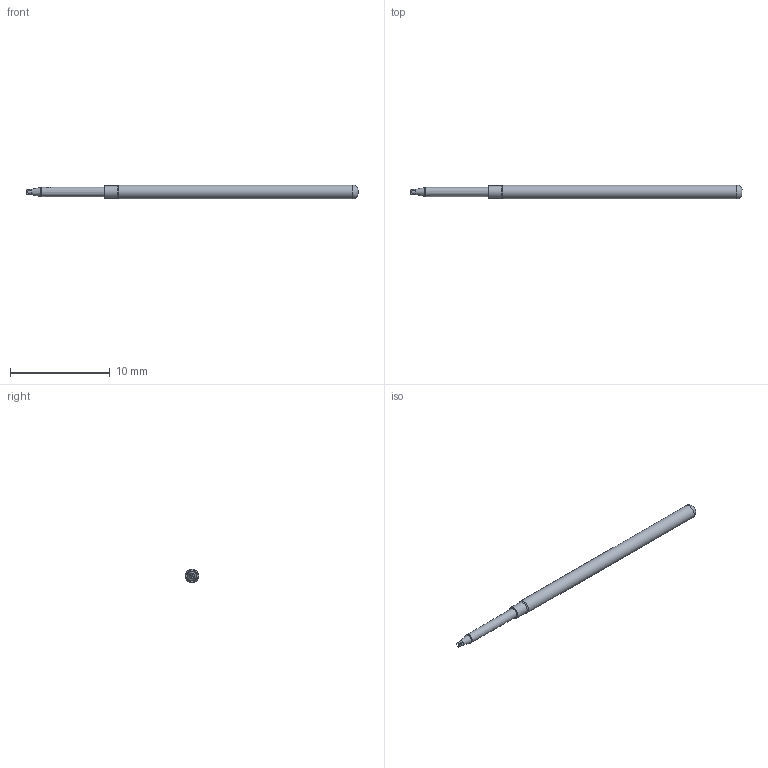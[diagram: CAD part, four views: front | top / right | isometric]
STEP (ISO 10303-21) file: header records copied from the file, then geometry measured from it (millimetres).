
FILE_DESCRIPTION (( 'STEP AP214' ), '1' );
FILE_NAME ('100-PR_25G4_-S.STEP', '2018-10-26T12:21:10', ( '' ), ( '' ), 'SwSTEP 2.0', 'SolidWorks 2017', '' );
FILE_SCHEMA (( 'AUTOMOTIVE_DESIGN' ));
Length unit declared in the file: inch
Products named in the file (1): 100-PR_25G4_-S
Bounding box: 33.27 x 1.37 x 1.37 mm (x, y, z)
Volume: 41.5 mm3; surface area: 131.3 mm2
Topology: 1 solids, 1 shells, 31 faces, 72 edges, 45 vertices
Faces by surface type: bspline 12, cone 7, plane 7, cylinder 4, torus 1
Full cylindrical faces by diameter (mm): 0.508 x1, 0.915 x1, 1.219 x1, 1.367 x1
Entity records: 3293 total; most frequent: CARTESIAN_POINT 2297, ORIENTED_EDGE 124, DIRECTION 76, EDGE_CURVE 62, B_SPLINE_CURVE_WITH_KNOTS 44, VERTEX_POINT 43, EDGE_LOOP 41, AXIS2_PLACEMENT_3D 38
